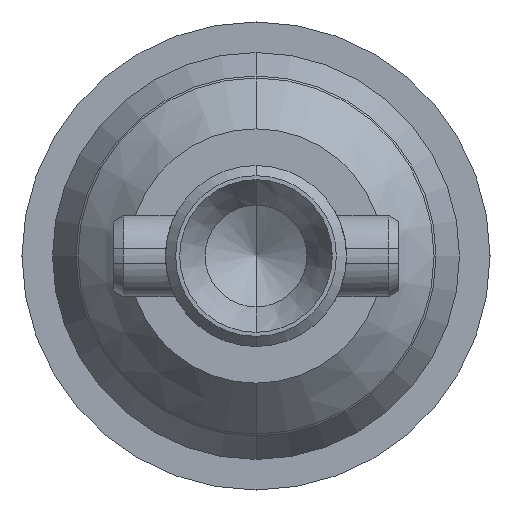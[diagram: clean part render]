
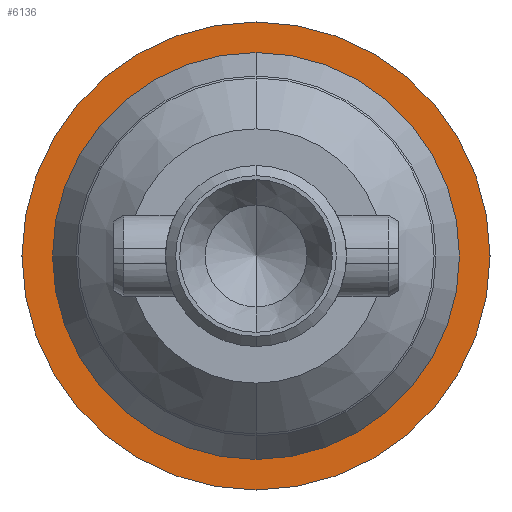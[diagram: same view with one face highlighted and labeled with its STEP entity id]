
A CAD part, front view. The second image highlights one B-rep face of the part: STEP entity #6136.
In plain terms, the highlighted planar face has unit normal (0, -1, 0).
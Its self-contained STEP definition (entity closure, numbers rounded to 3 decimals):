
#172 = CIRCLE ( 'NONE', #6158, 2. ) ;
#226 = VERTEX_POINT ( 'NONE', #3499 ) ;
#282 = CIRCLE ( 'NONE', #1788, 2.3 ) ;
#364 = DIRECTION ( 'NONE',  ( 0., 1., 0. ) ) ;
#600 = CIRCLE ( 'NONE', #7703, 2.3 ) ;
#870 = CARTESIAN_POINT ( 'NONE',  ( 0., -5.7, -2.3 ) ) ;
#911 = DIRECTION ( 'NONE',  ( 0., 0., 1. ) ) ;
#1433 = CARTESIAN_POINT ( 'NONE',  ( 0., -5.7, 0. ) ) ;
#1572 = VERTEX_POINT ( 'NONE', #870 ) ;
#1773 = EDGE_CURVE ( 'NONE', #1572, #226, #600, .T. ) ;
#1788 = AXIS2_PLACEMENT_3D ( 'NONE', #5646, #4448, #1966 ) ;
#1966 = DIRECTION ( 'NONE',  ( 0., 0., 1. ) ) ;
#2598 = DIRECTION ( 'NONE',  ( 0., 1., 0. ) ) ;
#2789 = DIRECTION ( 'NONE',  ( 0., 0., 1. ) ) ;
#3499 = CARTESIAN_POINT ( 'NONE',  ( 0., -5.7, 2.3 ) ) ;
#3664 = FACE_BOUND ( 'NONE', #6123, .T. ) ;
#3666 = EDGE_CURVE ( 'NONE', #226, #1572, #282, .T. ) ;
#4052 = VERTEX_POINT ( 'NONE', #6175 ) ;
#4438 = ORIENTED_EDGE ( 'NONE', *, *, #1773, .F. ) ;
#4448 = DIRECTION ( 'NONE',  ( 0., 1., 0. ) ) ;
#4715 = CARTESIAN_POINT ( 'NONE',  ( -2.3, -5.7, 0. ) ) ;
#4803 = EDGE_LOOP ( 'NONE', ( #8037, #4438 ) ) ;
#4960 = EDGE_CURVE ( 'NONE', #6423, #4052, #6379, .T. ) ;
#4967 = EDGE_CURVE ( 'NONE', #4052, #6423, #172, .T. ) ;
#5030 = AXIS2_PLACEMENT_3D ( 'NONE', #5680, #2598, #6942 ) ;
#5646 = CARTESIAN_POINT ( 'NONE',  ( 0., -5.7, 0. ) ) ;
#5680 = CARTESIAN_POINT ( 'NONE',  ( 0., -5.7, 0. ) ) ;
#5786 = ORIENTED_EDGE ( 'NONE', *, *, #4967, .T. ) ;
#5883 = DIRECTION ( 'NONE',  ( 0., 1., 0. ) ) ;
#5941 = PLANE ( 'NONE',  #5956 ) ;
#5956 = AXIS2_PLACEMENT_3D ( 'NONE', #4715, #5974, #7243 ) ;
#5974 = DIRECTION ( 'NONE',  ( 0., -1., 0. ) ) ;
#6123 = EDGE_LOOP ( 'NONE', ( #5786, #7544 ) ) ;
#6136 = ADVANCED_FACE ( 'NONE', ( #3664, #6660 ), #5941, .T. ) ;
#6158 = AXIS2_PLACEMENT_3D ( 'NONE', #1433, #5883, #911 ) ;
#6175 = CARTESIAN_POINT ( 'NONE',  ( 0., -5.7, 2. ) ) ;
#6379 = CIRCLE ( 'NONE', #5030, 2. ) ;
#6423 = VERTEX_POINT ( 'NONE', #7040 ) ;
#6573 = CARTESIAN_POINT ( 'NONE',  ( 0., -5.7, 0. ) ) ;
#6660 = FACE_OUTER_BOUND ( 'NONE', #4803, .T. ) ;
#6942 = DIRECTION ( 'NONE',  ( 0., 0., 1. ) ) ;
#7040 = CARTESIAN_POINT ( 'NONE',  ( 0., -5.7, -2. ) ) ;
#7243 = DIRECTION ( 'NONE',  ( 0., 0., -1. ) ) ;
#7544 = ORIENTED_EDGE ( 'NONE', *, *, #4960, .T. ) ;
#7703 = AXIS2_PLACEMENT_3D ( 'NONE', #6573, #364, #2789 ) ;
#8037 = ORIENTED_EDGE ( 'NONE', *, *, #3666, .F. ) ;
